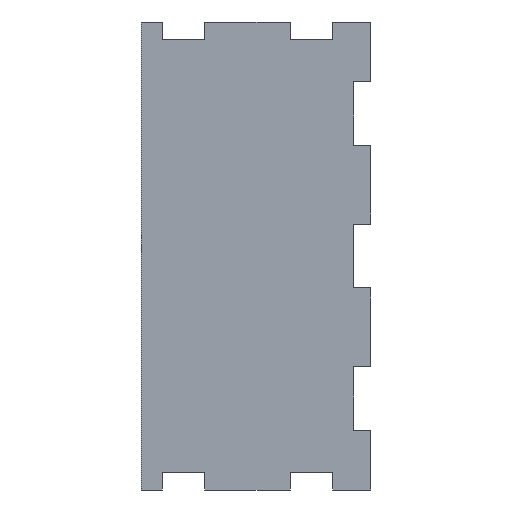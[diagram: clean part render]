
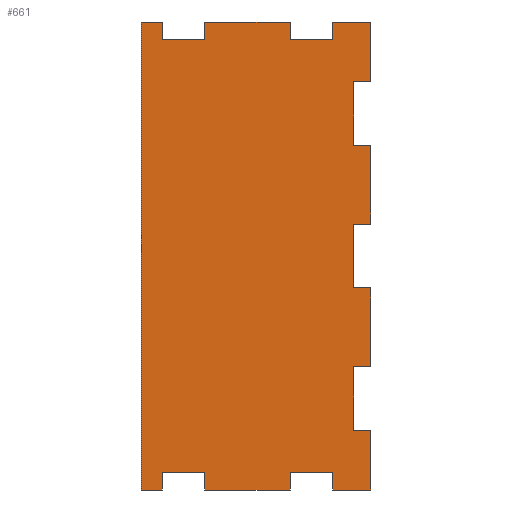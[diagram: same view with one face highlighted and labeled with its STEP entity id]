
A CAD part, left-side view. The second image highlights one B-rep face of the part: STEP entity #661.
In plain terms, the highlighted planar face has unit normal (-1, 0, 0).
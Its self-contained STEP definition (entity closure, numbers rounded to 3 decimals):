
#15=FACE_OUTER_BOUND('',#49,.T.);
#49=EDGE_LOOP('',(#435,#436,#437,#438,#439,#440,#441,#442,#443,#444,#445,
#446,#447,#448,#449,#450,#451,#452,#453,#454,#455,#456,#457,#458,#459,#460,
#461,#462,#463,#464,#465,#466));
#83=LINE('',#919,#179);
#84=LINE('',#921,#180);
#85=LINE('',#923,#181);
#86=LINE('',#925,#182);
#87=LINE('',#927,#183);
#88=LINE('',#929,#184);
#89=LINE('',#931,#185);
#90=LINE('',#933,#186);
#91=LINE('',#935,#187);
#92=LINE('',#937,#188);
#93=LINE('',#939,#189);
#94=LINE('',#941,#190);
#95=LINE('',#943,#191);
#96=LINE('',#945,#192);
#97=LINE('',#947,#193);
#98=LINE('',#949,#194);
#99=LINE('',#951,#195);
#100=LINE('',#953,#196);
#101=LINE('',#955,#197);
#102=LINE('',#957,#198);
#103=LINE('',#959,#199);
#104=LINE('',#961,#200);
#105=LINE('',#963,#201);
#106=LINE('',#965,#202);
#107=LINE('',#967,#203);
#108=LINE('',#969,#204);
#109=LINE('',#971,#205);
#110=LINE('',#973,#206);
#111=LINE('',#975,#207);
#112=LINE('',#977,#208);
#113=LINE('',#979,#209);
#114=LINE('',#980,#210);
#179=VECTOR('',#753,10.);
#180=VECTOR('',#754,10.);
#181=VECTOR('',#755,10.);
#182=VECTOR('',#756,10.);
#183=VECTOR('',#757,10.);
#184=VECTOR('',#758,10.);
#185=VECTOR('',#759,10.);
#186=VECTOR('',#760,10.);
#187=VECTOR('',#761,10.);
#188=VECTOR('',#762,10.);
#189=VECTOR('',#763,10.);
#190=VECTOR('',#764,10.);
#191=VECTOR('',#765,10.);
#192=VECTOR('',#766,10.);
#193=VECTOR('',#767,10.);
#194=VECTOR('',#768,10.);
#195=VECTOR('',#769,10.);
#196=VECTOR('',#770,10.);
#197=VECTOR('',#771,10.);
#198=VECTOR('',#772,10.);
#199=VECTOR('',#773,10.);
#200=VECTOR('',#774,10.);
#201=VECTOR('',#775,10.);
#202=VECTOR('',#776,10.);
#203=VECTOR('',#777,10.);
#204=VECTOR('',#778,10.);
#205=VECTOR('',#779,10.);
#206=VECTOR('',#780,10.);
#207=VECTOR('',#781,10.);
#208=VECTOR('',#782,10.);
#209=VECTOR('',#783,10.);
#210=VECTOR('',#784,10.);
#275=VERTEX_POINT('',#917);
#276=VERTEX_POINT('',#918);
#277=VERTEX_POINT('',#920);
#278=VERTEX_POINT('',#922);
#279=VERTEX_POINT('',#924);
#280=VERTEX_POINT('',#926);
#281=VERTEX_POINT('',#928);
#282=VERTEX_POINT('',#930);
#283=VERTEX_POINT('',#932);
#284=VERTEX_POINT('',#934);
#285=VERTEX_POINT('',#936);
#286=VERTEX_POINT('',#938);
#287=VERTEX_POINT('',#940);
#288=VERTEX_POINT('',#942);
#289=VERTEX_POINT('',#944);
#290=VERTEX_POINT('',#946);
#291=VERTEX_POINT('',#948);
#292=VERTEX_POINT('',#950);
#293=VERTEX_POINT('',#952);
#294=VERTEX_POINT('',#954);
#295=VERTEX_POINT('',#956);
#296=VERTEX_POINT('',#958);
#297=VERTEX_POINT('',#960);
#298=VERTEX_POINT('',#962);
#299=VERTEX_POINT('',#964);
#300=VERTEX_POINT('',#966);
#301=VERTEX_POINT('',#968);
#302=VERTEX_POINT('',#970);
#303=VERTEX_POINT('',#972);
#304=VERTEX_POINT('',#974);
#305=VERTEX_POINT('',#976);
#306=VERTEX_POINT('',#978);
#339=EDGE_CURVE('',#275,#276,#83,.T.);
#340=EDGE_CURVE('',#276,#277,#84,.T.);
#341=EDGE_CURVE('',#277,#278,#85,.T.);
#342=EDGE_CURVE('',#278,#279,#86,.T.);
#343=EDGE_CURVE('',#279,#280,#87,.T.);
#344=EDGE_CURVE('',#280,#281,#88,.T.);
#345=EDGE_CURVE('',#281,#282,#89,.T.);
#346=EDGE_CURVE('',#282,#283,#90,.T.);
#347=EDGE_CURVE('',#283,#284,#91,.T.);
#348=EDGE_CURVE('',#284,#285,#92,.T.);
#349=EDGE_CURVE('',#285,#286,#93,.T.);
#350=EDGE_CURVE('',#286,#287,#94,.T.);
#351=EDGE_CURVE('',#287,#288,#95,.T.);
#352=EDGE_CURVE('',#288,#289,#96,.T.);
#353=EDGE_CURVE('',#289,#290,#97,.T.);
#354=EDGE_CURVE('',#290,#291,#98,.T.);
#355=EDGE_CURVE('',#291,#292,#99,.T.);
#356=EDGE_CURVE('',#292,#293,#100,.T.);
#357=EDGE_CURVE('',#293,#294,#101,.T.);
#358=EDGE_CURVE('',#294,#295,#102,.T.);
#359=EDGE_CURVE('',#295,#296,#103,.T.);
#360=EDGE_CURVE('',#296,#297,#104,.T.);
#361=EDGE_CURVE('',#297,#298,#105,.T.);
#362=EDGE_CURVE('',#298,#299,#106,.T.);
#363=EDGE_CURVE('',#299,#300,#107,.T.);
#364=EDGE_CURVE('',#300,#301,#108,.T.);
#365=EDGE_CURVE('',#301,#302,#109,.T.);
#366=EDGE_CURVE('',#302,#303,#110,.T.);
#367=EDGE_CURVE('',#303,#304,#111,.T.);
#368=EDGE_CURVE('',#304,#305,#112,.T.);
#369=EDGE_CURVE('',#305,#306,#113,.T.);
#370=EDGE_CURVE('',#306,#275,#114,.T.);
#435=ORIENTED_EDGE('',*,*,#339,.T.);
#436=ORIENTED_EDGE('',*,*,#340,.T.);
#437=ORIENTED_EDGE('',*,*,#341,.T.);
#438=ORIENTED_EDGE('',*,*,#342,.T.);
#439=ORIENTED_EDGE('',*,*,#343,.T.);
#440=ORIENTED_EDGE('',*,*,#344,.T.);
#441=ORIENTED_EDGE('',*,*,#345,.T.);
#442=ORIENTED_EDGE('',*,*,#346,.T.);
#443=ORIENTED_EDGE('',*,*,#347,.T.);
#444=ORIENTED_EDGE('',*,*,#348,.T.);
#445=ORIENTED_EDGE('',*,*,#349,.T.);
#446=ORIENTED_EDGE('',*,*,#350,.T.);
#447=ORIENTED_EDGE('',*,*,#351,.T.);
#448=ORIENTED_EDGE('',*,*,#352,.T.);
#449=ORIENTED_EDGE('',*,*,#353,.T.);
#450=ORIENTED_EDGE('',*,*,#354,.T.);
#451=ORIENTED_EDGE('',*,*,#355,.T.);
#452=ORIENTED_EDGE('',*,*,#356,.T.);
#453=ORIENTED_EDGE('',*,*,#357,.T.);
#454=ORIENTED_EDGE('',*,*,#358,.T.);
#455=ORIENTED_EDGE('',*,*,#359,.T.);
#456=ORIENTED_EDGE('',*,*,#360,.T.);
#457=ORIENTED_EDGE('',*,*,#361,.T.);
#458=ORIENTED_EDGE('',*,*,#362,.T.);
#459=ORIENTED_EDGE('',*,*,#363,.T.);
#460=ORIENTED_EDGE('',*,*,#364,.T.);
#461=ORIENTED_EDGE('',*,*,#365,.T.);
#462=ORIENTED_EDGE('',*,*,#366,.T.);
#463=ORIENTED_EDGE('',*,*,#367,.T.);
#464=ORIENTED_EDGE('',*,*,#368,.T.);
#465=ORIENTED_EDGE('',*,*,#369,.T.);
#466=ORIENTED_EDGE('',*,*,#370,.T.);
#627=PLANE('',#715);
#661=ADVANCED_FACE('',(#15),#627,.T.);
#715=AXIS2_PLACEMENT_3D('',#916,#751,#752);
#751=DIRECTION('center_axis',(-1.,0.,0.));
#752=DIRECTION('ref_axis',(0.,0.,1.));
#753=DIRECTION('',(0.,0.,1.));
#754=DIRECTION('',(0.,1.,0.));
#755=DIRECTION('',(0.,0.,1.));
#756=DIRECTION('',(0.,-1.,0.));
#757=DIRECTION('',(0.,0.,1.));
#758=DIRECTION('',(0.,1.,0.));
#759=DIRECTION('',(0.,0.,1.));
#760=DIRECTION('',(0.,-1.,0.));
#761=DIRECTION('',(0.,0.,1.));
#762=DIRECTION('',(0.,1.,0.));
#763=DIRECTION('',(0.,0.,1.));
#764=DIRECTION('',(0.,-1.,0.));
#765=DIRECTION('',(0.,0.,1.));
#766=DIRECTION('',(0.,1.,0.));
#767=DIRECTION('',(0.,0.,-1.));
#768=DIRECTION('',(0.,1.,0.));
#769=DIRECTION('',(0.,0.,1.));
#770=DIRECTION('',(0.,1.,0.));
#771=DIRECTION('',(0.,0.,-1.));
#772=DIRECTION('',(0.,1.,0.));
#773=DIRECTION('',(0.,0.,1.));
#774=DIRECTION('',(0.,1.,0.));
#775=DIRECTION('',(0.,0.,-1.));
#776=DIRECTION('',(0.,-1.,0.));
#777=DIRECTION('',(0.,0.,1.));
#778=DIRECTION('',(0.,-1.,0.));
#779=DIRECTION('',(0.,0.,-1.));
#780=DIRECTION('',(0.,-1.,0.));
#781=DIRECTION('',(0.,0.,1.));
#782=DIRECTION('',(0.,-1.,0.));
#783=DIRECTION('',(0.,0.,-1.));
#784=DIRECTION('',(0.,-1.,0.));
#916=CARTESIAN_POINT('Origin',(-2.,-2.,0.));
#917=CARTESIAN_POINT('',(-2.,-29.,-55.));
#918=CARTESIAN_POINT('',(-2.,-29.,-41.));
#919=CARTESIAN_POINT('',(-2.,-29.,55.));
#920=CARTESIAN_POINT('',(-2.,-25.,-41.));
#921=CARTESIAN_POINT('',(-2.,-25.,-41.));
#922=CARTESIAN_POINT('',(-2.,-25.,-26.));
#923=CARTESIAN_POINT('',(-2.,-25.,51.));
#924=CARTESIAN_POINT('',(-2.,-29.,-26.));
#925=CARTESIAN_POINT('',(-2.,-29.,-26.));
#926=CARTESIAN_POINT('',(-2.,-29.,-7.5));
#927=CARTESIAN_POINT('',(-2.,-29.,55.));
#928=CARTESIAN_POINT('',(-2.,-25.,-7.5));
#929=CARTESIAN_POINT('',(-2.,-25.,-7.5));
#930=CARTESIAN_POINT('',(-2.,-25.,7.5));
#931=CARTESIAN_POINT('',(-2.,-25.,51.));
#932=CARTESIAN_POINT('',(-2.,-29.,7.5));
#933=CARTESIAN_POINT('',(-2.,-29.,7.5));
#934=CARTESIAN_POINT('',(-2.,-29.,26.));
#935=CARTESIAN_POINT('',(-2.,-29.,55.));
#936=CARTESIAN_POINT('',(-2.,-25.,26.));
#937=CARTESIAN_POINT('',(-2.,-25.,26.));
#938=CARTESIAN_POINT('',(-2.,-25.,41.));
#939=CARTESIAN_POINT('',(-2.,-25.,51.));
#940=CARTESIAN_POINT('',(-2.,-29.,41.));
#941=CARTESIAN_POINT('',(-2.,-29.,41.));
#942=CARTESIAN_POINT('',(-2.,-29.,55.));
#943=CARTESIAN_POINT('',(-2.,-29.,55.));
#944=CARTESIAN_POINT('',(-2.,-20.,55.));
#945=CARTESIAN_POINT('',(-2.,25.,55.));
#946=CARTESIAN_POINT('',(-2.,-20.,51.));
#947=CARTESIAN_POINT('',(-2.,-20.,51.));
#948=CARTESIAN_POINT('',(-2.,-10.,51.));
#949=CARTESIAN_POINT('',(-2.,25.,51.));
#950=CARTESIAN_POINT('',(-2.,-10.,55.));
#951=CARTESIAN_POINT('',(-2.,-10.,55.));
#952=CARTESIAN_POINT('',(-2.,10.,55.));
#953=CARTESIAN_POINT('',(-2.,25.,55.));
#954=CARTESIAN_POINT('',(-2.,10.,51.));
#955=CARTESIAN_POINT('',(-2.,10.,51.));
#956=CARTESIAN_POINT('',(-2.,20.,51.));
#957=CARTESIAN_POINT('',(-2.,25.,51.));
#958=CARTESIAN_POINT('',(-2.,20.,55.));
#959=CARTESIAN_POINT('',(-2.,20.,55.));
#960=CARTESIAN_POINT('',(-2.,25.,55.));
#961=CARTESIAN_POINT('',(-2.,25.,55.));
#962=CARTESIAN_POINT('',(-2.,25.,-55.));
#963=CARTESIAN_POINT('',(-2.,25.,-55.));
#964=CARTESIAN_POINT('',(-2.,20.,-55.));
#965=CARTESIAN_POINT('',(-2.,-29.,-55.));
#966=CARTESIAN_POINT('',(-2.,20.,-51.));
#967=CARTESIAN_POINT('',(-2.,20.,-51.));
#968=CARTESIAN_POINT('',(-2.,10.,-51.));
#969=CARTESIAN_POINT('',(-2.,-25.,-51.));
#970=CARTESIAN_POINT('',(-2.,10.,-55.));
#971=CARTESIAN_POINT('',(-2.,10.,-55.));
#972=CARTESIAN_POINT('',(-2.,-10.,-55.));
#973=CARTESIAN_POINT('',(-2.,-29.,-55.));
#974=CARTESIAN_POINT('',(-2.,-10.,-51.));
#975=CARTESIAN_POINT('',(-2.,-10.,-51.));
#976=CARTESIAN_POINT('',(-2.,-20.,-51.));
#977=CARTESIAN_POINT('',(-2.,-25.,-51.));
#978=CARTESIAN_POINT('',(-2.,-20.,-55.));
#979=CARTESIAN_POINT('',(-2.,-20.,-55.));
#980=CARTESIAN_POINT('',(-2.,-29.,-55.));
